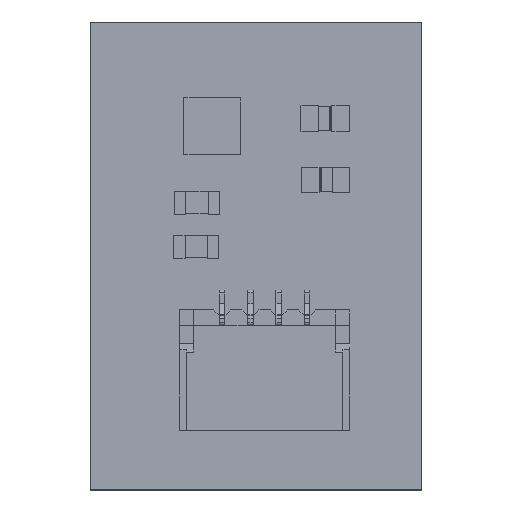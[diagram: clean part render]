
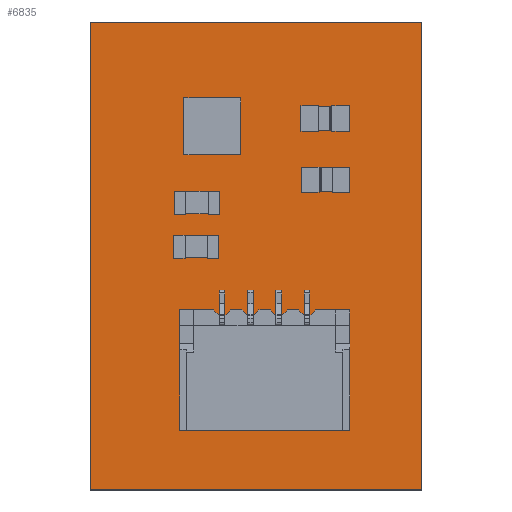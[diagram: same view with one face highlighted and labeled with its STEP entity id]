
A CAD part, top view. The second image highlights one B-rep face of the part: STEP entity #6835.
In plain terms, the highlighted planar face has unit normal (0, 0, 1).
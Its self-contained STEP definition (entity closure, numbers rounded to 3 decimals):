
#339=FACE_OUTER_BOUND('',#719,.T.);
#719=EDGE_LOOP('',(#4552,#4553,#4554,#4555));
#1114=LINE('',#9671,#2013);
#1117=LINE('',#9677,#2016);
#1120=LINE('',#9683,#2019);
#1122=LINE('',#9686,#2021);
#2013=VECTOR('',#7796,1.);
#2016=VECTOR('',#7801,1.);
#2019=VECTOR('',#7806,1.);
#2021=VECTOR('',#7810,1.);
#2910=VERTEX_POINT('',#9665);
#2912=VERTEX_POINT('',#9669);
#2914=VERTEX_POINT('',#9675);
#2916=VERTEX_POINT('',#9681);
#3556=EDGE_CURVE('',#2910,#2912,#1114,.T.);
#3559=EDGE_CURVE('',#2912,#2914,#1117,.T.);
#3562=EDGE_CURVE('',#2914,#2916,#1120,.T.);
#3564=EDGE_CURVE('',#2916,#2910,#1122,.T.);
#4552=ORIENTED_EDGE('',*,*,#3556,.T.);
#4553=ORIENTED_EDGE('',*,*,#3559,.T.);
#4554=ORIENTED_EDGE('',*,*,#3562,.T.);
#4555=ORIENTED_EDGE('',*,*,#3564,.T.);
#6495=PLANE('',#7305);
#6835=ADVANCED_FACE('',(#339),#6495,.T.);
#7305=AXIS2_PLACEMENT_3D('',#9688,#7813,#7814);
#7796=DIRECTION('',(1.,0.,0.));
#7801=DIRECTION('',(0.,1.,0.));
#7806=DIRECTION('',(-1.,0.,0.));
#7810=DIRECTION('',(0.,-1.,0.));
#7813=DIRECTION('center_axis',(0.,0.,1.));
#7814=DIRECTION('ref_axis',(1.,0.,0.));
#9665=CARTESIAN_POINT('',(0.,0.,0.411));
#9669=CARTESIAN_POINT('',(11.684,0.,0.411));
#9671=CARTESIAN_POINT('',(0.,0.,0.411));
#9675=CARTESIAN_POINT('',(11.684,16.51,0.411));
#9677=CARTESIAN_POINT('',(11.684,0.,0.411));
#9681=CARTESIAN_POINT('',(0.,16.51,0.411));
#9683=CARTESIAN_POINT('',(11.684,16.51,0.411));
#9686=CARTESIAN_POINT('',(0.,16.51,0.411));
#9688=CARTESIAN_POINT('Origin',(5.842,8.255,0.411));
